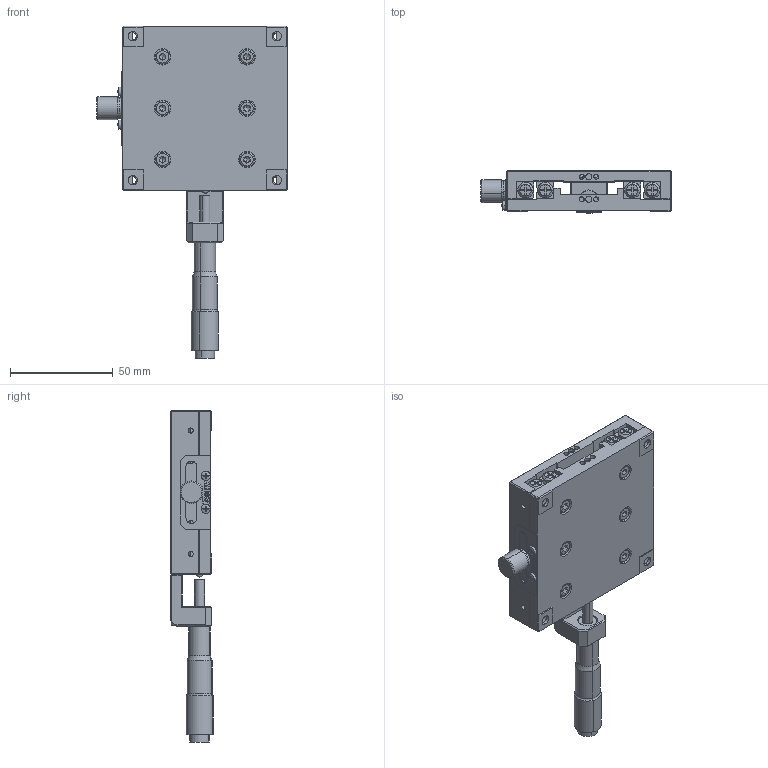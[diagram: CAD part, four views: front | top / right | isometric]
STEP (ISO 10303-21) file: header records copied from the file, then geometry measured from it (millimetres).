
FILE_DESCRIPTION (( 'STEP AP203' ), '1' );
FILE_NAME ('AK25A-8020CZ.step', '2019-05-09T02:44:10', ( '' ), ( '' ), 'SwSTEP 2.0', 'SolidWorks 2017', '' );
FILE_SCHEMA (( 'CONFIG_CONTROL_DESIGN' ));
Length unit declared in the file: millimetre
Products named in the file (1): AK25A-8020CZ
Bounding box: 92.5 x 20.61 x 161.5 mm (x, y, z)
Surface area: 47027.6 mm2 (no closed solid volume)
Topology: 0 solids, 35 shells, 707 faces, 2349 edges, 1603 vertices
Faces by surface type: plane 441, cylinder 178, cone 52, torus 30, sphere 6
Entity records: 25530 total; most frequent: CARTESIAN_POINT 4882, DIRECTION 4341, ORIENTED_EDGE 3882, EDGE_CURVE 2316, VERTEX_POINT 1600, LINE 1587, VECTOR 1587, AXIS2_PLACEMENT_3D 1377
